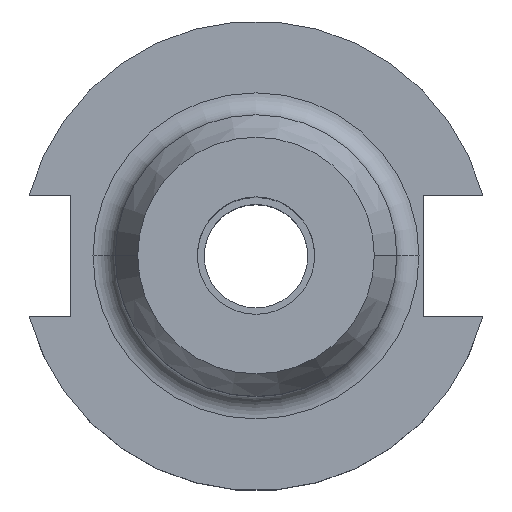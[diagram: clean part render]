
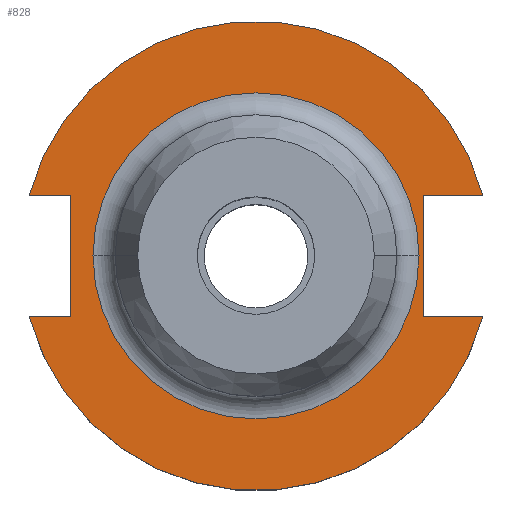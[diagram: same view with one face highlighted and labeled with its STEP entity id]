
A CAD part, top view. The second image highlights one B-rep face of the part: STEP entity #828.
In plain terms, the highlighted planar face has unit normal (0, 0, 1).
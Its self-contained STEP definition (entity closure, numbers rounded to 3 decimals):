
#23 = ORIENTED_EDGE ( 'NONE', *, *, #986, .T. ) ;
#29 = EDGE_CURVE ( 'NONE', #776, #208, #704, .T. ) ;
#30 = DIRECTION ( 'NONE',  ( 1., 0., 0. ) ) ;
#59 = DIRECTION ( 'NONE',  ( 1., 0., 0. ) ) ;
#65 = DIRECTION ( 'NONE',  ( 0., 0., -1. ) ) ;
#90 = CARTESIAN_POINT ( 'NONE',  ( -61.091, 8.191, 19.05 ) ) ;
#111 = CARTESIAN_POINT ( 'NONE',  ( -61.091, -8.191, 19.05 ) ) ;
#113 = DIRECTION ( 'NONE',  ( 0., 0., 1. ) ) ;
#120 = CARTESIAN_POINT ( 'NONE',  ( -25.091, 8.191, 19.05 ) ) ;
#137 = CARTESIAN_POINT ( 'NONE',  ( -22.05, 0., 19.05 ) ) ;
#138 = ORIENTED_EDGE ( 'NONE', *, *, #1294, .T. ) ;
#147 = AXIS2_PLACEMENT_3D ( 'NONE', #1217, #1209, #1097 ) ;
#205 = VECTOR ( 'NONE', #59, 1000. ) ;
#208 = VERTEX_POINT ( 'NONE', #120 ) ;
#210 = CIRCLE ( 'NONE', #456, 31.75 ) ;
#219 = CIRCLE ( 'NONE', #1181, 22.05 ) ;
#221 = LINE ( 'NONE', #1022, #205 ) ;
#222 = DIRECTION ( 'NONE',  ( -1., 0., 0. ) ) ;
#252 = EDGE_CURVE ( 'NONE', #931, #966, #210, .T. ) ;
#259 = AXIS2_PLACEMENT_3D ( 'NONE', #949, #1267, #222 ) ;
#265 = CARTESIAN_POINT ( 'NONE',  ( 30.675, 8.191, 19.05 ) ) ;
#272 = VECTOR ( 'NONE', #735, 1000. ) ;
#302 = VECTOR ( 'NONE', #1265, 1000. ) ;
#328 = EDGE_CURVE ( 'NONE', #931, #1402, #1407, .T. ) ;
#329 = VECTOR ( 'NONE', #365, 1000. ) ;
#365 = DIRECTION ( 'NONE',  ( -1., 0., 0. ) ) ;
#366 = LINE ( 'NONE', #1092, #329 ) ;
#382 = VERTEX_POINT ( 'NONE', #265 ) ;
#456 = AXIS2_PLACEMENT_3D ( 'NONE', #628, #748, #30 ) ;
#472 = DIRECTION ( 'NONE',  ( 1., 0., 0. ) ) ;
#478 = CARTESIAN_POINT ( 'NONE',  ( 22.606, 19.05, 19.05 ) ) ;
#488 = ORIENTED_EDGE ( 'NONE', *, *, #1480, .F. ) ;
#504 = FACE_OUTER_BOUND ( 'NONE', #610, .T. ) ;
#525 = DIRECTION ( 'NONE',  ( 0., -1., 0. ) ) ;
#572 = EDGE_CURVE ( 'NONE', #979, #966, #221, .T. ) ;
#599 = CIRCLE ( 'NONE', #259, 22.05 ) ;
#610 = EDGE_LOOP ( 'NONE', ( #1083, #875, #788, #908, #1180, #488, #686, #1065 ) ) ;
#628 = CARTESIAN_POINT ( 'NONE',  ( 0., 0., 19.05 ) ) ;
#661 = CARTESIAN_POINT ( 'NONE',  ( -30.675, -8.191, 19.05 ) ) ;
#686 = ORIENTED_EDGE ( 'NONE', *, *, #1056, .T. ) ;
#698 = CARTESIAN_POINT ( 'NONE',  ( 22.05, 0., 19.05 ) ) ;
#704 = LINE ( 'NONE', #90, #302 ) ;
#731 = AXIS2_PLACEMENT_3D ( 'NONE', #838, #113, #472 ) ;
#735 = DIRECTION ( 'NONE',  ( 1., 0., 0. ) ) ;
#748 = DIRECTION ( 'NONE',  ( 0., 0., 1. ) ) ;
#776 = VERTEX_POINT ( 'NONE', #1310 ) ;
#788 = ORIENTED_EDGE ( 'NONE', *, *, #252, .T. ) ;
#828 = ADVANCED_FACE ( 'NONE', ( #939, #504 ), #985, .F. ) ;
#838 = CARTESIAN_POINT ( 'NONE',  ( 0., 0., 19.05 ) ) ;
#875 = ORIENTED_EDGE ( 'NONE', *, *, #328, .F. ) ;
#908 = ORIENTED_EDGE ( 'NONE', *, *, #572, .F. ) ;
#928 = EDGE_CURVE ( 'NONE', #208, #1402, #1454, .T. ) ;
#931 = VERTEX_POINT ( 'NONE', #661 ) ;
#939 = FACE_BOUND ( 'NONE', #1174, .T. ) ;
#949 = CARTESIAN_POINT ( 'NONE',  ( 0., 0., 19.05 ) ) ;
#966 = VERTEX_POINT ( 'NONE', #1013 ) ;
#979 = VERTEX_POINT ( 'NONE', #1430 ) ;
#985 = PLANE ( 'NONE',  #147 ) ;
#986 = EDGE_CURVE ( 'NONE', #1349, #1482, #219, .T. ) ;
#1013 = CARTESIAN_POINT ( 'NONE',  ( 30.675, -8.191, 19.05 ) ) ;
#1022 = CARTESIAN_POINT ( 'NONE',  ( 0., -8.192, 19.05 ) ) ;
#1056 = EDGE_CURVE ( 'NONE', #382, #776, #1243, .T. ) ;
#1065 = ORIENTED_EDGE ( 'NONE', *, *, #29, .T. ) ;
#1078 = EDGE_CURVE ( 'NONE', #979, #1331, #1421, .T. ) ;
#1083 = ORIENTED_EDGE ( 'NONE', *, *, #928, .T. ) ;
#1092 = CARTESIAN_POINT ( 'NONE',  ( 0., 8.191, 19.05 ) ) ;
#1097 = DIRECTION ( 'NONE',  ( -1., 0., 0. ) ) ;
#1119 = CARTESIAN_POINT ( 'NONE',  ( -25.091, 8.191, 19.05 ) ) ;
#1142 = VECTOR ( 'NONE', #1390, 1000. ) ;
#1174 = EDGE_LOOP ( 'NONE', ( #138, #23 ) ) ;
#1180 = ORIENTED_EDGE ( 'NONE', *, *, #1078, .T. ) ;
#1181 = AXIS2_PLACEMENT_3D ( 'NONE', #1344, #65, #1338 ) ;
#1209 = DIRECTION ( 'NONE',  ( 0., 0., -1. ) ) ;
#1217 = CARTESIAN_POINT ( 'NONE',  ( 0., 19.05, 19.05 ) ) ;
#1243 = CIRCLE ( 'NONE', #731, 31.75 ) ;
#1245 = VECTOR ( 'NONE', #525, 1000. ) ;
#1265 = DIRECTION ( 'NONE',  ( 1., 0., 0. ) ) ;
#1267 = DIRECTION ( 'NONE',  ( 0., 0., -1. ) ) ;
#1294 = EDGE_CURVE ( 'NONE', #1482, #1349, #599, .T. ) ;
#1310 = CARTESIAN_POINT ( 'NONE',  ( -30.675, 8.191, 19.05 ) ) ;
#1331 = VERTEX_POINT ( 'NONE', #1481 ) ;
#1338 = DIRECTION ( 'NONE',  ( -1., 0., 0. ) ) ;
#1344 = CARTESIAN_POINT ( 'NONE',  ( 0., 0., 19.05 ) ) ;
#1348 = CARTESIAN_POINT ( 'NONE',  ( -25.091, -8.191, 19.05 ) ) ;
#1349 = VERTEX_POINT ( 'NONE', #698 ) ;
#1390 = DIRECTION ( 'NONE',  ( 0., 1., 0. ) ) ;
#1402 = VERTEX_POINT ( 'NONE', #1348 ) ;
#1407 = LINE ( 'NONE', #111, #272 ) ;
#1421 = LINE ( 'NONE', #478, #1142 ) ;
#1430 = CARTESIAN_POINT ( 'NONE',  ( 22.606, -8.191, 19.05 ) ) ;
#1454 = LINE ( 'NONE', #1119, #1245 ) ;
#1480 = EDGE_CURVE ( 'NONE', #382, #1331, #366, .T. ) ;
#1481 = CARTESIAN_POINT ( 'NONE',  ( 22.606, 8.191, 19.05 ) ) ;
#1482 = VERTEX_POINT ( 'NONE', #137 ) ;
